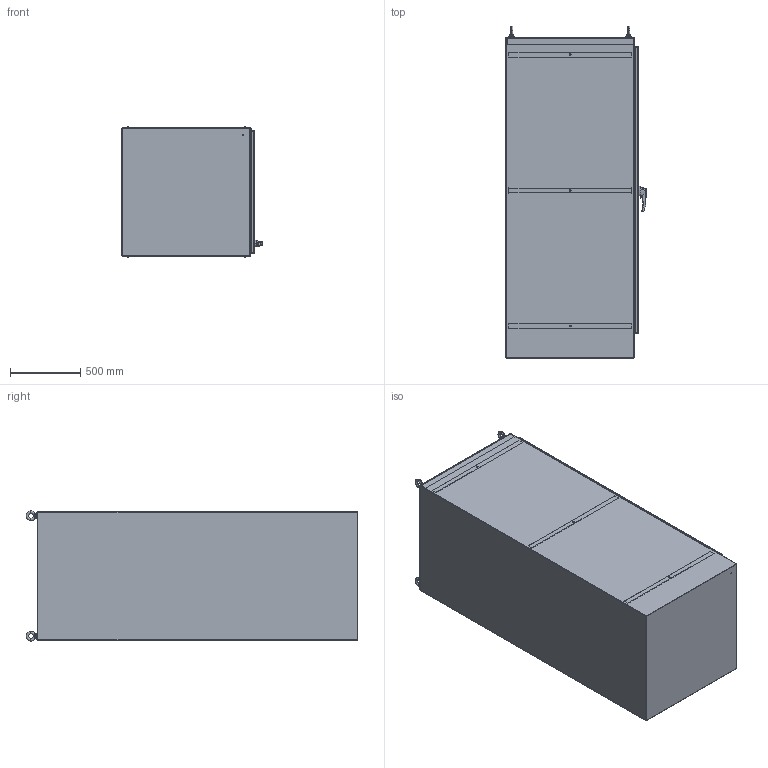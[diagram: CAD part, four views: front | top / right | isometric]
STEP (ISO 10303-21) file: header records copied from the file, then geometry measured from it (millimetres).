
FILE_DESCRIPTION (( 'STEP AP214' ), '1' );
FILE_NAME ('HN4FS903636SS.STEP', '2019-09-03T19:10:41', ( '' ), ( '' ), 'SwSTEP 2.0', 'SolidWorks 2018', '' );
FILE_SCHEMA (( 'AUTOMOTIVE_DESIGN' ));
Length unit declared in the file: inch
Products named in the file (1): HN4FS903636SS
Bounding box: 999.79 x 2368.7 x 929.74 mm (x, y, z)
Surface area: 23566886.5 mm2 (no closed solid volume)
Topology: 0 solids, 67 shells, 2173 faces, 5788 edges, 3732 vertices
Faces by surface type: cylinder 981, plane 951, bspline 119, cone 90, torus 32
Entity records: 114914 total; most frequent: CARTESIAN_POINT 33011, DIRECTION 11520, ORIENTED_EDGE 11520, EDGE_CURVE 5764, AXIS2_PLACEMENT_3D 4186, VERTEX_POINT 3732, LINE 3148, VECTOR 3148
